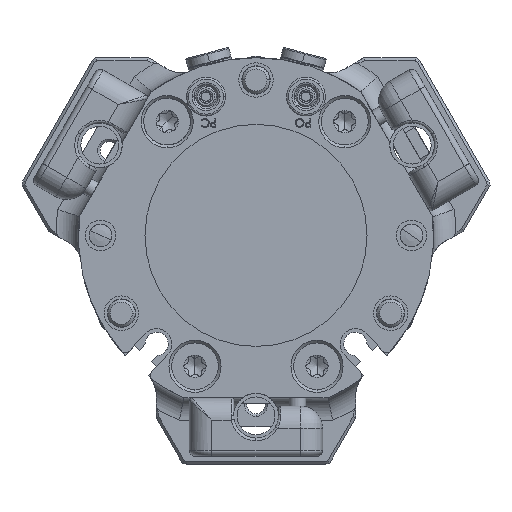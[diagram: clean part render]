
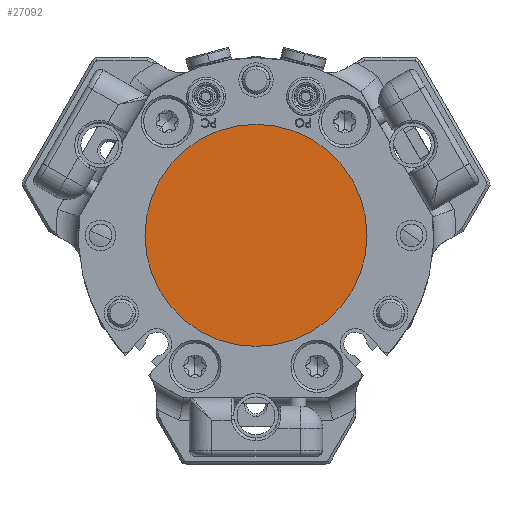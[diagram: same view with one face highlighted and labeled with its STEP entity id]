
A CAD part, front view. The second image highlights one B-rep face of the part: STEP entity #27092.
In plain terms, the highlighted planar face has unit normal (0, -1, 0).
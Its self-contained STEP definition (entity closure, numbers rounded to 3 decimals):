
#10446 = CARTESIAN_POINT ( 'NONE',  ( 0., 0.25, -20. ) ) ;
#16241 = CARTESIAN_POINT ( 'NONE',  ( 0., 0.25, 20. ) ) ;
#21137 = ORIENTED_EDGE ( 'NONE', *, *, #26360, .T. ) ;
#23247 = CARTESIAN_POINT ( 'NONE',  ( 0., 0.25, 0. ) ) ;
#26360 = EDGE_CURVE ( 'NONE', #74884, #42473, #28156, .T. ) ;
#27092 = ADVANCED_FACE ( 'NONE', ( #77837 ), #85547, .T. ) ;
#28156 = CIRCLE ( 'NONE', #73905, 20. ) ;
#34801 = DIRECTION ( 'NONE',  ( 0., -1., 0. ) ) ;
#37070 = ORIENTED_EDGE ( 'NONE', *, *, #49546, .T. ) ;
#42473 = VERTEX_POINT ( 'NONE', #10446 ) ;
#43590 = DIRECTION ( 'NONE',  ( 0., 0., -1. ) ) ;
#49546 = EDGE_CURVE ( 'NONE', #42473, #74884, #75434, .T. ) ;
#51991 = EDGE_LOOP ( 'NONE', ( #37070, #21137 ) ) ;
#52495 = CARTESIAN_POINT ( 'NONE',  ( 0., 0.25, 0. ) ) ;
#52827 = AXIS2_PLACEMENT_3D ( 'NONE', #86646, #34801, #43590 ) ;
#64094 = DIRECTION ( 'NONE',  ( 0., 0., -1. ) ) ;
#73905 = AXIS2_PLACEMENT_3D ( 'NONE', #52495, #86768, #77396 ) ;
#74884 = VERTEX_POINT ( 'NONE', #16241 ) ;
#75434 = CIRCLE ( 'NONE', #84158, 20. ) ;
#77396 = DIRECTION ( 'NONE',  ( 0., 0., -1. ) ) ;
#77837 = FACE_OUTER_BOUND ( 'NONE', #51991, .T. ) ;
#84158 = AXIS2_PLACEMENT_3D ( 'NONE', #23247, #90016, #64094 ) ;
#85547 = PLANE ( 'NONE',  #52827 ) ;
#86646 = CARTESIAN_POINT ( 'NONE',  ( 0., 0.25, 0. ) ) ;
#86768 = DIRECTION ( 'NONE',  ( 0., -1., 0. ) ) ;
#90016 = DIRECTION ( 'NONE',  ( 0., -1., 0. ) ) ;
